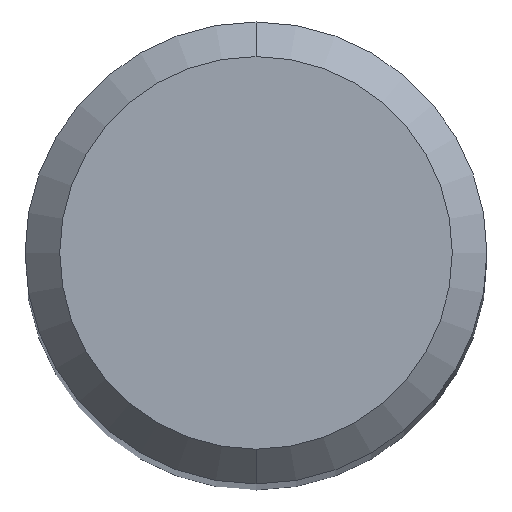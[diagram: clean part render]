
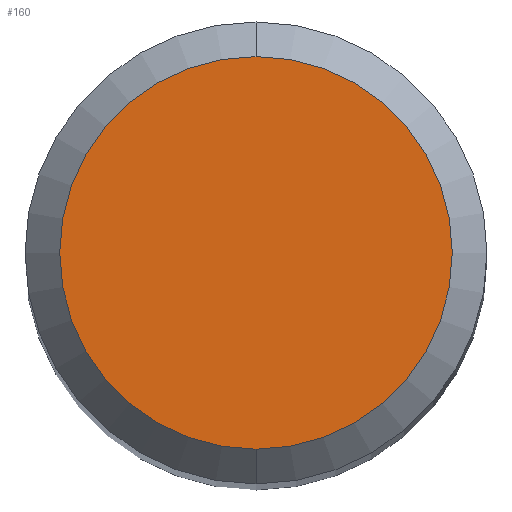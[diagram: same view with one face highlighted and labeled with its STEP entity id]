
A CAD part, top view. The second image highlights one B-rep face of the part: STEP entity #160.
In plain terms, the highlighted planar face has unit normal (0, 0, 1).
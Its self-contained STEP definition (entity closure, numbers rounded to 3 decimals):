
#116=VERTEX_POINT('',#270);
#122=EDGE_CURVE('',#224,#116,#277,.T.);
#160=ADVANCED_FACE('',(#320),#321,.T.);
#212=EDGE_CURVE('',#116,#224,#381,.T.);
#224=VERTEX_POINT('',#395);
#270=CARTESIAN_POINT('',(0.0,1.7,0.0));
#277=CIRCLE('',#451,1.7);
#320=FACE_OUTER_BOUND('',#503,.T.);
#321=PLANE('',#504);
#381=CIRCLE('',#579,1.7);
#395=CARTESIAN_POINT('',(0.,-1.7,0.0));
#451=AXIS2_PLACEMENT_3D('',#637,#638,#639);
#503=EDGE_LOOP('',(#697,#698));
#504=AXIS2_PLACEMENT_3D('',#699,#700,#701);
#579=AXIS2_PLACEMENT_3D('',#783,#784,#785);
#637=CARTESIAN_POINT('',(0.0,0.0,0.0));
#638=DIRECTION('',(0.0,0.0,-1.0));
#639=DIRECTION('',(0.0,1.0,0.0));
#697=ORIENTED_EDGE('',*,*,#212,.F.);
#698=ORIENTED_EDGE('',*,*,#122,.F.);
#699=CARTESIAN_POINT('',(0.0,0.85,0.0));
#700=DIRECTION('',(-0.0,0.0,1.0));
#701=DIRECTION('',(0.0,-1.0,0.0));
#783=CARTESIAN_POINT('',(0.0,0.0,0.0));
#784=DIRECTION('',(0.0,0.0,-1.0));
#785=DIRECTION('',(0.0,1.0,0.0));
